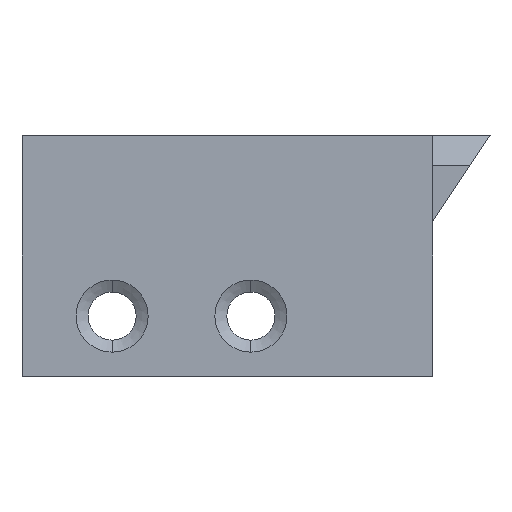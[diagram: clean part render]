
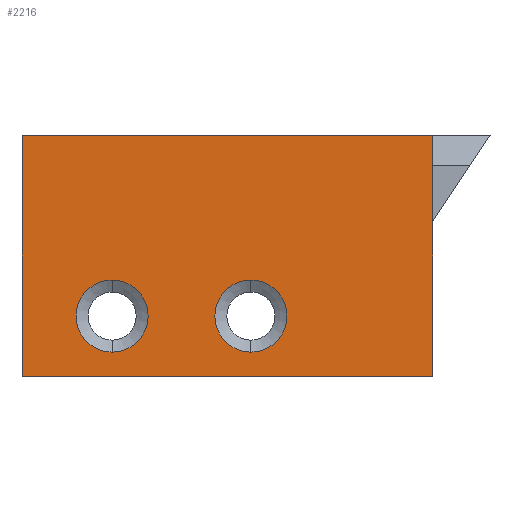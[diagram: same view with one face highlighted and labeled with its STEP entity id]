
A CAD part, front view. The second image highlights one B-rep face of the part: STEP entity #2216.
In plain terms, the highlighted planar face has unit normal (0, -1, 0).
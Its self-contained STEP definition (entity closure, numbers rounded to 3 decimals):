
#64 = EDGE_CURVE ( 'NONE', #3289, #3172, #549, .T. ) ;
#78 = DIRECTION ( 'NONE',  ( 0., 1., 0. ) ) ;
#81 = CARTESIAN_POINT ( 'NONE',  ( 6.628, -1.165, 3. ) ) ;
#139 = CARTESIAN_POINT ( 'NONE',  ( 3.04, -1.165, 3. ) ) ;
#217 = VECTOR ( 'NONE', #848, 1000. ) ;
#293 = CARTESIAN_POINT ( 'NONE',  ( -4.04, -1.165, -3. ) ) ;
#376 = CARTESIAN_POINT ( 'NONE',  ( -7.04, -1.165, -5. ) ) ;
#408 = PLANE ( 'NONE',  #3286 ) ;
#485 = VERTEX_POINT ( 'NONE', #2654 ) ;
#503 = AXIS2_PLACEMENT_3D ( 'NONE', #2791, #1019, #1221 ) ;
#510 = EDGE_CURVE ( 'NONE', #485, #2879, #2342, .T. ) ;
#549 = CIRCLE ( 'NONE', #2407, 1.2 ) ;
#561 = EDGE_CURVE ( 'NONE', #618, #2593, #1670, .T. ) ;
#618 = VERTEX_POINT ( 'NONE', #1686 ) ;
#627 = ORIENTED_EDGE ( 'NONE', *, *, #2192, .F. ) ;
#636 = DIRECTION ( 'NONE',  ( 0., 0., -1. ) ) ;
#668 = DIRECTION ( 'NONE',  ( -1., 0., 0. ) ) ;
#750 = ORIENTED_EDGE ( 'NONE', *, *, #3244, .F. ) ;
#848 = DIRECTION ( 'NONE',  ( 1., 0., 0. ) ) ;
#905 = EDGE_CURVE ( 'NONE', #2593, #2879, #3024, .T. ) ;
#965 = VERTEX_POINT ( 'NONE', #1419 ) ;
#1019 = DIRECTION ( 'NONE',  ( 0., -1., 0. ) ) ;
#1035 = DIRECTION ( 'NONE',  ( 0., -1., 0. ) ) ;
#1047 = ORIENTED_EDGE ( 'NONE', *, *, #510, .T. ) ;
#1095 = DIRECTION ( 'NONE',  ( 0., 0., -1. ) ) ;
#1137 = DIRECTION ( 'NONE',  ( -1., 0., 0. ) ) ;
#1221 = DIRECTION ( 'NONE',  ( 0., 0., -1. ) ) ;
#1265 = DIRECTION ( 'NONE',  ( 0., 0., -1. ) ) ;
#1337 = CIRCLE ( 'NONE', #3242, 1.2 ) ;
#1343 = DIRECTION ( 'NONE',  ( 0., -1., 0. ) ) ;
#1404 = DIRECTION ( 'NONE',  ( 0., 0., -1. ) ) ;
#1419 = CARTESIAN_POINT ( 'NONE',  ( 0.581, -1.165, -1.8 ) ) ;
#1477 = CARTESIAN_POINT ( 'NONE',  ( 0.581, -1.165, -4.2 ) ) ;
#1602 = CIRCLE ( 'NONE', #503, 1.2 ) ;
#1635 = EDGE_LOOP ( 'NONE', ( #1804, #3043, #627, #1047 ) ) ;
#1660 = CARTESIAN_POINT ( 'NONE',  ( 0.581, -1.165, -3. ) ) ;
#1670 = LINE ( 'NONE', #81, #3103 ) ;
#1686 = CARTESIAN_POINT ( 'NONE',  ( 6.628, -1.165, 3. ) ) ;
#1711 = VECTOR ( 'NONE', #668, 1000. ) ;
#1718 = FACE_BOUND ( 'NONE', #2141, .T. ) ;
#1721 = AXIS2_PLACEMENT_3D ( 'NONE', #1660, #2699, #1404 ) ;
#1804 = ORIENTED_EDGE ( 'NONE', *, *, #905, .F. ) ;
#1817 = VECTOR ( 'NONE', #3373, 1000. ) ;
#1904 = FACE_BOUND ( 'NONE', #3184, .T. ) ;
#1962 = EDGE_CURVE ( 'NONE', #3172, #3289, #1602, .T. ) ;
#1990 = ORIENTED_EDGE ( 'NONE', *, *, #64, .F. ) ;
#2059 = CARTESIAN_POINT ( 'NONE',  ( -4.04, -1.165, -1.8 ) ) ;
#2134 = CARTESIAN_POINT ( 'NONE',  ( 0.581, -1.165, -3. ) ) ;
#2141 = EDGE_LOOP ( 'NONE', ( #750, #2239 ) ) ;
#2192 = EDGE_CURVE ( 'NONE', #485, #618, #2213, .T. ) ;
#2213 = LINE ( 'NONE', #139, #217 ) ;
#2216 = ADVANCED_FACE ( 'NONE', ( #1904, #1718, #3254 ), #408, .F. ) ;
#2239 = ORIENTED_EDGE ( 'NONE', *, *, #2603, .F. ) ;
#2342 = LINE ( 'NONE', #2396, #1817 ) ;
#2396 = CARTESIAN_POINT ( 'NONE',  ( -7.04, -1.165, -5. ) ) ;
#2407 = AXIS2_PLACEMENT_3D ( 'NONE', #293, #1343, #1095 ) ;
#2429 = CARTESIAN_POINT ( 'NONE',  ( 13.442, -1.165, 3. ) ) ;
#2593 = VERTEX_POINT ( 'NONE', #3238 ) ;
#2603 = EDGE_CURVE ( 'NONE', #965, #3193, #2748, .T. ) ;
#2654 = CARTESIAN_POINT ( 'NONE',  ( -7.04, -1.165, 3. ) ) ;
#2699 = DIRECTION ( 'NONE',  ( 0., -1., 0. ) ) ;
#2748 = CIRCLE ( 'NONE', #1721, 1.2 ) ;
#2791 = CARTESIAN_POINT ( 'NONE',  ( -4.04, -1.165, -3. ) ) ;
#2879 = VERTEX_POINT ( 'NONE', #376 ) ;
#3004 = CARTESIAN_POINT ( 'NONE',  ( 7.581, -1.165, -5. ) ) ;
#3024 = LINE ( 'NONE', #3004, #1711 ) ;
#3038 = CARTESIAN_POINT ( 'NONE',  ( -4.04, -1.165, -4.2 ) ) ;
#3043 = ORIENTED_EDGE ( 'NONE', *, *, #561, .F. ) ;
#3086 = ORIENTED_EDGE ( 'NONE', *, *, #1962, .F. ) ;
#3103 = VECTOR ( 'NONE', #636, 1000. ) ;
#3172 = VERTEX_POINT ( 'NONE', #3038 ) ;
#3184 = EDGE_LOOP ( 'NONE', ( #3086, #1990 ) ) ;
#3193 = VERTEX_POINT ( 'NONE', #1477 ) ;
#3238 = CARTESIAN_POINT ( 'NONE',  ( 6.628, -1.165, -5. ) ) ;
#3242 = AXIS2_PLACEMENT_3D ( 'NONE', #2134, #1035, #1265 ) ;
#3244 = EDGE_CURVE ( 'NONE', #3193, #965, #1337, .T. ) ;
#3254 = FACE_OUTER_BOUND ( 'NONE', #1635, .T. ) ;
#3286 = AXIS2_PLACEMENT_3D ( 'NONE', #2429, #78, #1137 ) ;
#3289 = VERTEX_POINT ( 'NONE', #2059 ) ;
#3373 = DIRECTION ( 'NONE',  ( 0., 0., -1. ) ) ;
